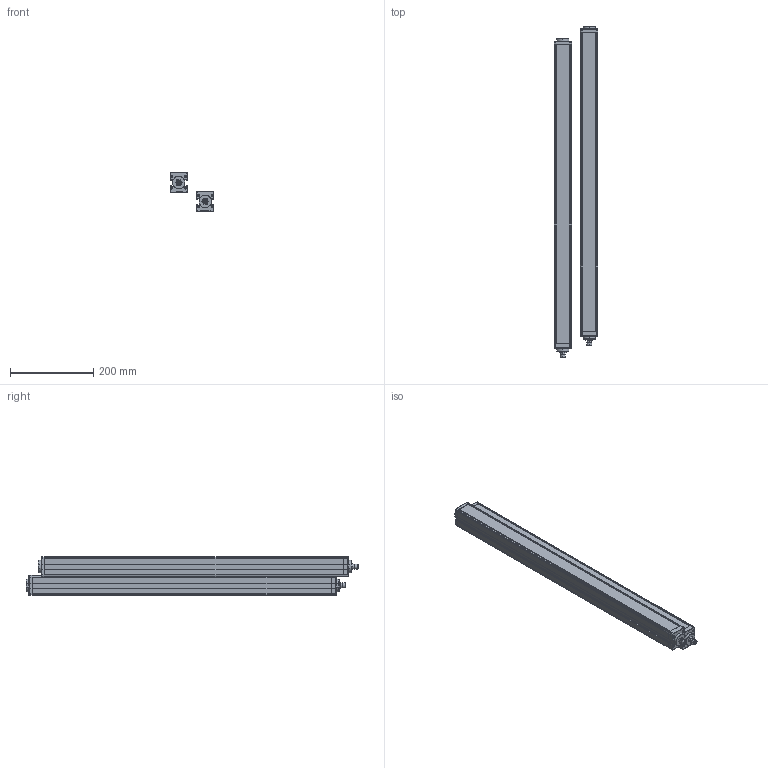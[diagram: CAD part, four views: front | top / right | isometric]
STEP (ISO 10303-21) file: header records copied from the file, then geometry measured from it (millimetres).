
FILE_DESCRIPTION (( 'STEP AP214' ), '1' );
FILE_NAME ('YBB-14K4-0700-G012.STEP', '2020-11-04T17:10:57', ( '' ), ( '' ), 'SwSTEP 2.0', 'SolidWorks 2019', '' );
FILE_SCHEMA (( 'AUTOMOTIVE_DESIGN' ));
Length unit declared in the file: inch
Products named in the file (1): YBB-14K4-0700-G012
Bounding box: 105.47 x 796.27 x 93.17 mm (x, y, z)
Volume: 2659600.4 mm3; surface area: 349831.3 mm2
Topology: 38 solids, 38 shells, 880 faces, 2096 edges, 1240 vertices
Faces by surface type: plane 416, cylinder 336, bspline 108, cone 20
Entity records: 38435 total; most frequent: CARTESIAN_POINT 7189, ORIENTED_EDGE 4044, DIRECTION 3934, EDGE_CURVE 2022, AXIS2_PLACEMENT_3D 1349, VERTEX_POINT 1240, LINE 1236, VECTOR 1236
